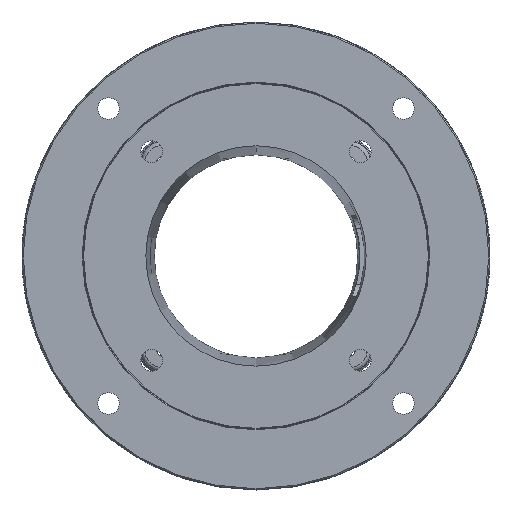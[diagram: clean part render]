
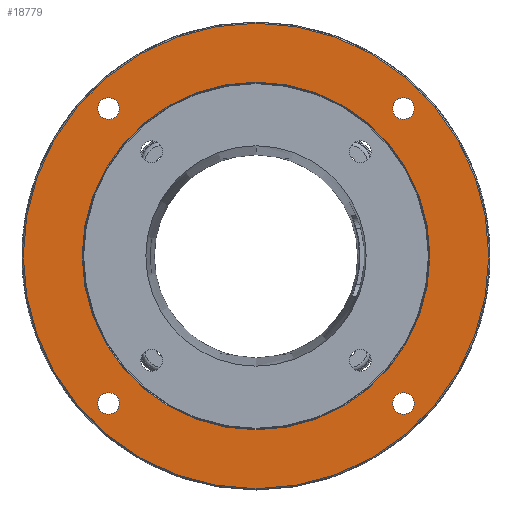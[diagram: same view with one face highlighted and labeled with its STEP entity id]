
A CAD part, top view. The second image highlights one B-rep face of the part: STEP entity #18779.
In plain terms, the highlighted planar face has unit normal (0, 0, 1).
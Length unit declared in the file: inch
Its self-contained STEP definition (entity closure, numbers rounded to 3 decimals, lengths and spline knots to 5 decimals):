
#35=CARTESIAN_POINT('',(0.,0.,-0.08));
#36=DIRECTION('',(0.,0.,1.));
#37=DIRECTION('',(0.,1.,0.));
#38=AXIS2_PLACEMENT_3D('',#35,#36,#37);
#44=CARTESIAN_POINT('',(0.,0.,-0.08));
#45=DIRECTION('',(0.,0.,-1.));
#46=DIRECTION('',(0.,1.,0.));
#47=AXIS2_PLACEMENT_3D('',#44,#45,#46);
#3916=CARTESIAN_POINT('',(-3.62392,3.62392,-0.08));
#3917=DIRECTION('',(0.,0.,-1.));
#3918=DIRECTION('',(-0.707,0.707,0.));
#3919=AXIS2_PLACEMENT_3D('',#3916,#3917,#3918);
#3921=CARTESIAN_POINT('',(-3.62392,3.62392,-0.08));
#3922=DIRECTION('',(0.,0.,-1.));
#3923=DIRECTION('',(0.707,-0.707,0.));
#3924=AXIS2_PLACEMENT_3D('',#3921,#3922,#3923);
#3926=CARTESIAN_POINT('',(-3.62392,-3.62392,-0.08));
#3927=DIRECTION('',(0.,0.,-1.));
#3928=DIRECTION('',(-0.707,-0.707,0.));
#3929=AXIS2_PLACEMENT_3D('',#3926,#3927,#3928);
#3931=CARTESIAN_POINT('',(-3.62392,-3.62392,-0.08));
#3932=DIRECTION('',(0.,0.,-1.));
#3933=DIRECTION('',(0.707,0.707,0.));
#3934=AXIS2_PLACEMENT_3D('',#3931,#3932,#3933);
#3936=CARTESIAN_POINT('',(3.62392,-3.62392,-0.08));
#3937=DIRECTION('',(0.,0.,-1.));
#3938=DIRECTION('',(0.707,-0.707,0.));
#3939=AXIS2_PLACEMENT_3D('',#3936,#3937,#3938);
#3941=CARTESIAN_POINT('',(3.62392,-3.62392,-0.08));
#3942=DIRECTION('',(0.,0.,-1.));
#3943=DIRECTION('',(-0.707,0.707,0.));
#3944=AXIS2_PLACEMENT_3D('',#3941,#3942,#3943);
#3946=CARTESIAN_POINT('',(3.62392,3.62392,-0.08));
#3947=DIRECTION('',(0.,0.,-1.));
#3948=DIRECTION('',(0.707,0.707,0.));
#3949=AXIS2_PLACEMENT_3D('',#3946,#3947,#3948);
#3951=CARTESIAN_POINT('',(3.62392,3.62392,-0.08));
#3952=DIRECTION('',(0.,0.,-1.));
#3953=DIRECTION('',(-0.707,-0.707,0.));
#3954=AXIS2_PLACEMENT_3D('',#3951,#3952,#3953);
#3956=CARTESIAN_POINT('',(0.,0.,-0.08));
#3957=DIRECTION('',(0.,0.,1.));
#3958=DIRECTION('',(0.,1.,0.));
#3959=AXIS2_PLACEMENT_3D('',#3956,#3957,#3958);
#3961=CARTESIAN_POINT('',(0.,0.,-0.08));
#3962=DIRECTION('',(0.,0.,1.));
#3963=DIRECTION('',(0.,-1.,0.));
#3964=AXIS2_PLACEMENT_3D('',#3961,#3962,#3963);
#10640=CARTESIAN_POINT('',(0.,5.72,-0.08));
#10641=CARTESIAN_POINT('',(0.,-5.72,-0.08));
#10642=VERTEX_POINT('',#10640);
#10643=VERTEX_POINT('',#10641);
#10664=CARTESIAN_POINT('',(-3.81131,3.81131,-0.08));
#10665=CARTESIAN_POINT('',(-3.43654,3.43654,-0.08));
#10666=VERTEX_POINT('',#10664);
#10667=VERTEX_POINT('',#10665);
#10708=CARTESIAN_POINT('',(-3.81131,-3.81131,-0.08));
#10709=CARTESIAN_POINT('',(-3.43654,-3.43654,-0.08));
#10710=VERTEX_POINT('',#10708);
#10711=VERTEX_POINT('',#10709);
#10716=CARTESIAN_POINT('',(3.81131,-3.81131,-0.08));
#10717=CARTESIAN_POINT('',(3.43654,-3.43654,-0.08));
#10718=VERTEX_POINT('',#10716);
#10719=VERTEX_POINT('',#10717);
#10724=CARTESIAN_POINT('',(3.81131,3.81131,-0.08));
#10725=CARTESIAN_POINT('',(3.43654,3.43654,-0.08));
#10726=VERTEX_POINT('',#10724);
#10727=VERTEX_POINT('',#10725);
#10744=CARTESIAN_POINT('',(0.,4.271,-0.08));
#10745=CARTESIAN_POINT('',(0.,-4.271,-0.08));
#10746=VERTEX_POINT('',#10744);
#10747=VERTEX_POINT('',#10745);
#18741=CARTESIAN_POINT('',(0.,0.,-0.08));
#18742=DIRECTION('',(0.,0.,1.));
#18743=DIRECTION('',(0.,1.,0.));
#18744=AXIS2_PLACEMENT_3D('',#18741,#18742,#18743);
#18745=PLANE('',#18744);
#18746=ORIENTED_EDGE('',*,*,#10935,.T.);
#18747=ORIENTED_EDGE('',*,*,#10920,.F.);
#18748=EDGE_LOOP('',(#18746,#18747));
#18749=FACE_OUTER_BOUND('',#18748,.F.);
#18751=ORIENTED_EDGE('',*,*,#18750,.F.);
#18753=ORIENTED_EDGE('',*,*,#18752,.F.);
#18754=EDGE_LOOP('',(#18751,#18753));
#18755=FACE_BOUND('',#18754,.F.);
#18757=ORIENTED_EDGE('',*,*,#18756,.F.);
#18759=ORIENTED_EDGE('',*,*,#18758,.F.);
#18760=EDGE_LOOP('',(#18757,#18759));
#18761=FACE_BOUND('',#18760,.F.);
#18763=ORIENTED_EDGE('',*,*,#18762,.F.);
#18765=ORIENTED_EDGE('',*,*,#18764,.F.);
#18766=EDGE_LOOP('',(#18763,#18765));
#18767=FACE_BOUND('',#18766,.F.);
#18769=ORIENTED_EDGE('',*,*,#18768,.F.);
#18771=ORIENTED_EDGE('',*,*,#18770,.F.);
#18772=EDGE_LOOP('',(#18769,#18771));
#18773=FACE_BOUND('',#18772,.F.);
#18775=ORIENTED_EDGE('',*,*,#18774,.T.);
#18776=ORIENTED_EDGE('',*,*,#18731,.T.);
#18777=EDGE_LOOP('',(#18775,#18776));
#18778=FACE_BOUND('',#18777,.F.);
#18779=ADVANCED_FACE('',(#18749,#18755,#18761,#18767,#18773,#18778),#18745,.T.);
#39=CIRCLE('',#38,5.72);
#48=CIRCLE('',#47,5.72);
#3920=CIRCLE('',#3919,0.265);
#3925=CIRCLE('',#3924,0.265);
#3930=CIRCLE('',#3929,0.265);
#3935=CIRCLE('',#3934,0.265);
#3940=CIRCLE('',#3939,0.265);
#3945=CIRCLE('',#3944,0.265);
#3950=CIRCLE('',#3949,0.265);
#3955=CIRCLE('',#3954,0.265);
#3960=CIRCLE('',#3959,4.271);
#3965=CIRCLE('',#3964,4.271);
#10920=EDGE_CURVE('',#10642,#10643,#39,.T.);
#10935=EDGE_CURVE('',#10642,#10643,#48,.T.);
#18731=EDGE_CURVE('',#10747,#10746,#3965,.T.);
#18750=EDGE_CURVE('',#10666,#10667,#3920,.T.);
#18752=EDGE_CURVE('',#10667,#10666,#3925,.T.);
#18756=EDGE_CURVE('',#10710,#10711,#3930,.T.);
#18758=EDGE_CURVE('',#10711,#10710,#3935,.T.);
#18762=EDGE_CURVE('',#10718,#10719,#3940,.T.);
#18764=EDGE_CURVE('',#10719,#10718,#3945,.T.);
#18768=EDGE_CURVE('',#10726,#10727,#3950,.T.);
#18770=EDGE_CURVE('',#10727,#10726,#3955,.T.);
#18774=EDGE_CURVE('',#10746,#10747,#3960,.T.);
